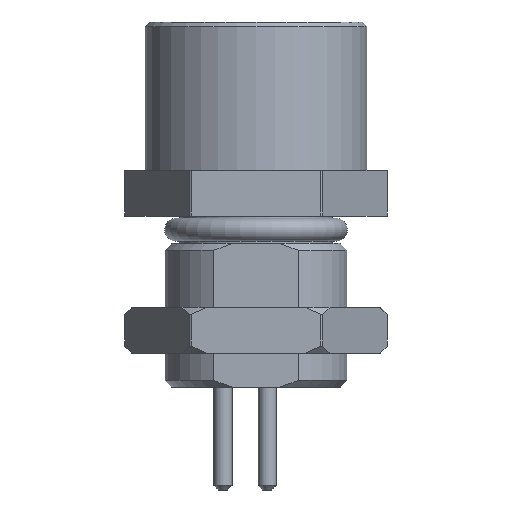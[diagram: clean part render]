
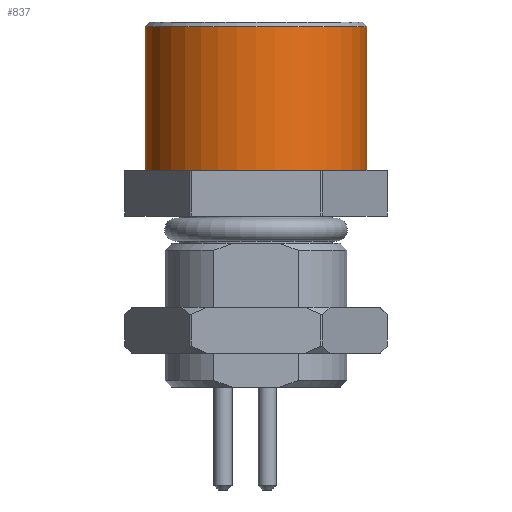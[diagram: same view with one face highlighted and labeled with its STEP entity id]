
A CAD part, front view. The second image highlights one B-rep face of the part: STEP entity #837.
In plain terms, the highlighted cylindrical face has radius 4.85 mm (diameter 9.7 mm), a full revolution.
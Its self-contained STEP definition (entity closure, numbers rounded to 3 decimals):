
#732=FACE_BOUND('',#1188,.T.);
#733=FACE_BOUND('',#1189,.T.);
#837=ADVANCED_FACE('',(#732,#733),#998,.T.);
#998=CYLINDRICAL_SURFACE('',#3376,4.85);
#1188=EDGE_LOOP('',(#1775));
#1189=EDGE_LOOP('',(#1776));
#1775=ORIENTED_EDGE('',*,*,#2812,.T.);
#1776=ORIENTED_EDGE('',*,*,#2811,.F.);
#2526=VERTEX_POINT('',#4645);
#2527=VERTEX_POINT('',#4648);
#2811=EDGE_CURVE('',#2526,#2526,#3177,.T.);
#2812=EDGE_CURVE('',#2527,#2527,#3178,.T.);
#3177=CIRCLE('',#3373,4.85);
#3178=CIRCLE('',#3375,4.85);
#3373=AXIS2_PLACEMENT_3D('',#4644,#3788,#3789);
#3375=AXIS2_PLACEMENT_3D('',#4647,#3792,#3793);
#3376=AXIS2_PLACEMENT_3D('',#4649,#3794,#3795);
#3788=DIRECTION('',(0.,0.,-1.));
#3789=DIRECTION('',(0.,1.,0.));
#3792=DIRECTION('',(0.,0.,-1.));
#3793=DIRECTION('',(0.,1.,0.));
#3794=DIRECTION('',(0.,0.,1.));
#3795=DIRECTION('',(0.,1.,0.));
#4644=CARTESIAN_POINT('',(-110.,150.,-13.2));
#4645=CARTESIAN_POINT('',(-110.,154.85,-13.2));
#4647=CARTESIAN_POINT('',(-110.,150.,-6.9));
#4648=CARTESIAN_POINT('',(-110.,154.85,-6.9));
#4649=CARTESIAN_POINT('',(-110.,150.,-13.3));
